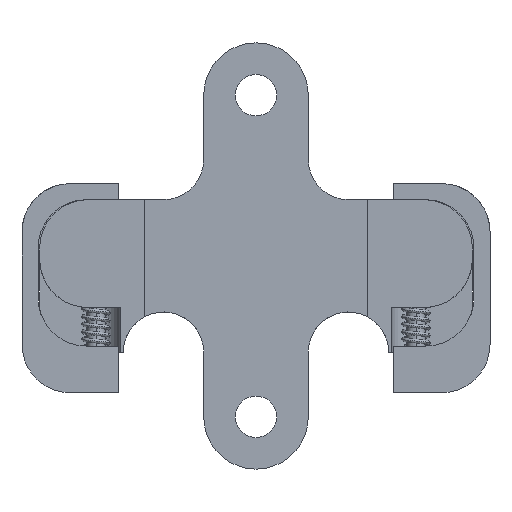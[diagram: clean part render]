
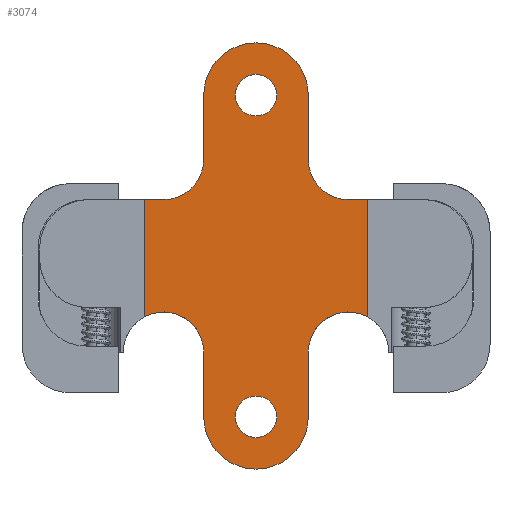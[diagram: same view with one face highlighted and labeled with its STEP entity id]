
A CAD part, front view. The second image highlights one B-rep face of the part: STEP entity #3074.
In plain terms, the highlighted planar face has unit normal (0, -1, 0).
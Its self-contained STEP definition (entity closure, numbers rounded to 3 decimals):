
#1590=DIRECTION('',(0.,0.,-1.));
#1591=VECTOR('',#1590,9.254);
#1592=CARTESIAN_POINT('',(8.827,0.,4.445));
#1593=LINE('',#1592,#1591);
#1594=CARTESIAN_POINT('',(7.303,0.,-7.595));
#1595=DIRECTION('',(0.,1.,0.));
#1596=DIRECTION('',(-1.,0.,0.));
#1597=AXIS2_PLACEMENT_3D('',#1594,#1595,#1596);
#1599=CARTESIAN_POINT('',(0.,0.,-12.7));
#1600=DIRECTION('',(0.,-1.,0.));
#1601=DIRECTION('',(0.,0.,-1.));
#1602=AXIS2_PLACEMENT_3D('',#1599,#1600,#1601);
#1604=CARTESIAN_POINT('',(0.,0.,-12.7));
#1605=DIRECTION('',(0.,-1.,0.));
#1606=DIRECTION('',(-1.,0.,0.));
#1607=AXIS2_PLACEMENT_3D('',#1604,#1605,#1606);
#1609=CARTESIAN_POINT('',(-7.303,0.,-7.595));
#1610=DIRECTION('',(0.,1.,0.));
#1611=DIRECTION('',(-0.48,0.,0.877));
#1612=AXIS2_PLACEMENT_3D('',#1609,#1610,#1611);
#1614=DIRECTION('',(0.,0.,-1.));
#1615=VECTOR('',#1614,9.254);
#1616=CARTESIAN_POINT('',(-8.827,0.,4.445));
#1617=LINE('',#1616,#1615);
#1618=DIRECTION('',(-1.,0.,0.));
#1619=VECTOR('',#1618,1.524);
#1620=CARTESIAN_POINT('',(-7.303,0.,4.445));
#1621=LINE('',#1620,#1619);
#1622=CARTESIAN_POINT('',(-7.303,0.,7.62));
#1623=DIRECTION('',(0.,1.,0.));
#1624=DIRECTION('',(1.,0.,0.));
#1625=AXIS2_PLACEMENT_3D('',#1622,#1623,#1624);
#1627=DIRECTION('',(0.,0.,-1.));
#1628=VECTOR('',#1627,5.08);
#1629=CARTESIAN_POINT('',(-4.128,0.,12.7));
#1630=LINE('',#1629,#1628);
#1631=CARTESIAN_POINT('',(0.,0.,12.7));
#1632=DIRECTION('',(0.,-1.,0.));
#1633=DIRECTION('',(1.,0.,0.));
#1634=AXIS2_PLACEMENT_3D('',#1631,#1632,#1633);
#1636=DIRECTION('',(0.,0.,1.));
#1637=VECTOR('',#1636,5.08);
#1638=CARTESIAN_POINT('',(4.128,0.,7.62));
#1639=LINE('',#1638,#1637);
#1640=CARTESIAN_POINT('',(7.303,0.,7.62));
#1641=DIRECTION('',(0.,1.,0.));
#1642=DIRECTION('',(0.,0.,-1.));
#1643=AXIS2_PLACEMENT_3D('',#1640,#1641,#1642);
#1645=DIRECTION('',(-1.,0.,0.));
#1646=VECTOR('',#1645,1.524);
#1647=CARTESIAN_POINT('',(8.827,0.,4.445));
#1648=LINE('',#1647,#1646);
#1649=CARTESIAN_POINT('',(0.,0.,12.7));
#1650=DIRECTION('',(0.,1.,0.));
#1651=DIRECTION('',(0.,0.,-1.));
#1652=AXIS2_PLACEMENT_3D('',#1649,#1650,#1651);
#1654=CARTESIAN_POINT('',(0.,0.,12.7));
#1655=DIRECTION('',(0.,1.,0.));
#1656=DIRECTION('',(0.,0.,1.));
#1657=AXIS2_PLACEMENT_3D('',#1654,#1655,#1656);
#1659=CARTESIAN_POINT('',(0.,0.,-12.7));
#1660=DIRECTION('',(0.,1.,0.));
#1661=DIRECTION('',(0.,0.,-1.));
#1662=AXIS2_PLACEMENT_3D('',#1659,#1660,#1661);
#1664=CARTESIAN_POINT('',(0.,0.,-12.7));
#1665=DIRECTION('',(0.,1.,0.));
#1666=DIRECTION('',(0.,0.,1.));
#1667=AXIS2_PLACEMENT_3D('',#1664,#1665,#1666);
#1685=DIRECTION('',(0.,0.,-1.));
#1686=VECTOR('',#1685,5.105);
#1687=CARTESIAN_POINT('',(4.128,0.,-7.595));
#1688=LINE('',#1687,#1686);
#1779=DIRECTION('',(0.,0.,1.));
#1780=VECTOR('',#1779,5.105);
#1781=CARTESIAN_POINT('',(-4.128,0.,-12.7));
#1782=LINE('',#1781,#1780);
#2364=CARTESIAN_POINT('',(0.,0.,-11.062));
#2366=VERTEX_POINT('',#2364);
#2368=CARTESIAN_POINT('',(0.,0.,-14.338));
#2369=VERTEX_POINT('',#2368);
#2376=CARTESIAN_POINT('',(0.,0.,14.338));
#2377=VERTEX_POINT('',#2376);
#2388=CARTESIAN_POINT('',(0.,0.,-16.828));
#2389=VERTEX_POINT('',#2388);
#2404=CARTESIAN_POINT('',(0.,0.,11.062));
#2405=VERTEX_POINT('',#2404);
#2410=CARTESIAN_POINT('',(-4.128,0.,-12.7));
#2411=VERTEX_POINT('',#2410);
#2511=CARTESIAN_POINT('',(4.128,0.,-12.7));
#2512=VERTEX_POINT('',#2511);
#2521=CARTESIAN_POINT('',(-4.128,0.,12.7));
#2522=VERTEX_POINT('',#2521);
#2523=CARTESIAN_POINT('',(4.128,0.,12.7));
#2524=VERTEX_POINT('',#2523);
#2533=CARTESIAN_POINT('',(-4.128,0.,-7.595));
#2534=VERTEX_POINT('',#2533);
#2535=CARTESIAN_POINT('',(-8.827,0.,-4.809));
#2536=VERTEX_POINT('',#2535);
#2539=CARTESIAN_POINT('',(-8.827,0.,4.445));
#2540=VERTEX_POINT('',#2539);
#2541=CARTESIAN_POINT('',(-7.303,0.,4.445));
#2542=VERTEX_POINT('',#2541);
#2543=CARTESIAN_POINT('',(8.827,0.,-4.809));
#2544=VERTEX_POINT('',#2543);
#2545=CARTESIAN_POINT('',(4.128,0.,-7.595));
#2546=VERTEX_POINT('',#2545);
#2549=CARTESIAN_POINT('',(8.827,0.,4.445));
#2550=VERTEX_POINT('',#2549);
#2551=CARTESIAN_POINT('',(7.303,0.,4.445));
#2552=VERTEX_POINT('',#2551);
#2553=CARTESIAN_POINT('',(4.128,0.,7.62));
#2554=VERTEX_POINT('',#2553);
#2555=CARTESIAN_POINT('',(-4.128,0.,7.62));
#2556=VERTEX_POINT('',#2555);
#3027=CARTESIAN_POINT('',(-34.624,0.,3.03));
#3028=DIRECTION('',(0.,1.,0.));
#3029=DIRECTION('',(0.,0.,1.));
#3030=AXIS2_PLACEMENT_3D('',#3027,#3028,#3029);
#3031=PLANE('',#3030);
#3032=ORIENTED_EDGE('',*,*,#3018,.T.);
#3034=ORIENTED_EDGE('',*,*,#3033,.F.);
#3036=ORIENTED_EDGE('',*,*,#3035,.T.);
#3038=ORIENTED_EDGE('',*,*,#3037,.F.);
#3040=ORIENTED_EDGE('',*,*,#3039,.F.);
#3042=ORIENTED_EDGE('',*,*,#3041,.T.);
#3044=ORIENTED_EDGE('',*,*,#3043,.F.);
#3046=ORIENTED_EDGE('',*,*,#3045,.F.);
#3048=ORIENTED_EDGE('',*,*,#3047,.F.);
#3050=ORIENTED_EDGE('',*,*,#3049,.F.);
#3052=ORIENTED_EDGE('',*,*,#3051,.F.);
#3054=ORIENTED_EDGE('',*,*,#3053,.F.);
#3056=ORIENTED_EDGE('',*,*,#3055,.F.);
#3058=ORIENTED_EDGE('',*,*,#3057,.F.);
#3059=ORIENTED_EDGE('',*,*,#3002,.F.);
#3060=EDGE_LOOP('',(#3032,#3034,#3036,#3038,#3040,#3042,#3044,#3046,#3048,#3050,
#3052,#3054,#3056,#3058,#3059));
#3061=FACE_OUTER_BOUND('',#3060,.F.);
#3063=ORIENTED_EDGE('',*,*,#3062,.F.);
#3065=ORIENTED_EDGE('',*,*,#3064,.F.);
#3066=EDGE_LOOP('',(#3063,#3065));
#3067=FACE_BOUND('',#3066,.F.);
#3069=ORIENTED_EDGE('',*,*,#3068,.F.);
#3071=ORIENTED_EDGE('',*,*,#3070,.F.);
#3072=EDGE_LOOP('',(#3069,#3071));
#3073=FACE_BOUND('',#3072,.F.);
#3074=ADVANCED_FACE('',(#3061,#3067,#3073),#3031,.F.);
#1598=CIRCLE('',#1597,3.175);
#1603=CIRCLE('',#1602,4.128);
#1608=CIRCLE('',#1607,4.128);
#1613=CIRCLE('',#1612,3.175);
#1626=CIRCLE('',#1625,3.175);
#1635=CIRCLE('',#1634,4.128);
#1644=CIRCLE('',#1643,3.175);
#1653=CIRCLE('',#1652,1.638);
#1658=CIRCLE('',#1657,1.638);
#1663=CIRCLE('',#1662,1.638);
#1668=CIRCLE('',#1667,1.638);
#3002=EDGE_CURVE('',#2550,#2552,#1648,.T.);
#3018=EDGE_CURVE('',#2550,#2544,#1593,.T.);
#3033=EDGE_CURVE('',#2546,#2544,#1598,.T.);
#3035=EDGE_CURVE('',#2546,#2512,#1688,.T.);
#3037=EDGE_CURVE('',#2389,#2512,#1603,.T.);
#3039=EDGE_CURVE('',#2411,#2389,#1608,.T.);
#3041=EDGE_CURVE('',#2411,#2534,#1782,.T.);
#3043=EDGE_CURVE('',#2536,#2534,#1613,.T.);
#3045=EDGE_CURVE('',#2540,#2536,#1617,.T.);
#3047=EDGE_CURVE('',#2542,#2540,#1621,.T.);
#3049=EDGE_CURVE('',#2556,#2542,#1626,.T.);
#3051=EDGE_CURVE('',#2522,#2556,#1630,.T.);
#3053=EDGE_CURVE('',#2524,#2522,#1635,.T.);
#3055=EDGE_CURVE('',#2554,#2524,#1639,.T.);
#3057=EDGE_CURVE('',#2552,#2554,#1644,.T.);
#3062=EDGE_CURVE('',#2405,#2377,#1653,.T.);
#3064=EDGE_CURVE('',#2377,#2405,#1658,.T.);
#3068=EDGE_CURVE('',#2369,#2366,#1663,.T.);
#3070=EDGE_CURVE('',#2366,#2369,#1668,.T.);
